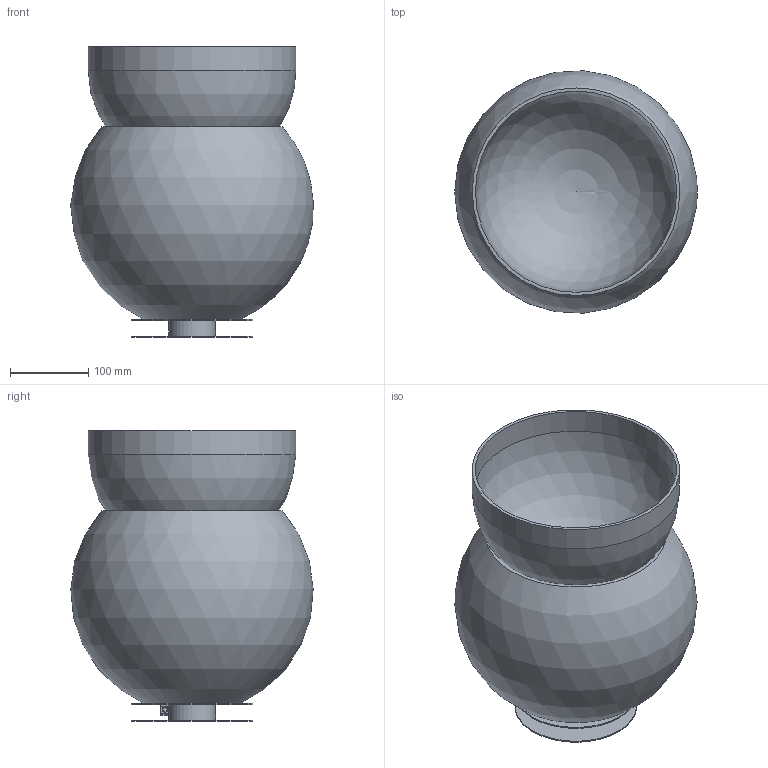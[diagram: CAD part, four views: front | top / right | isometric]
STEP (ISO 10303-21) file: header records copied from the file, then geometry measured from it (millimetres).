
FILE_DESCRIPTION(/* description */ (''),/* implementation_level */ '2;1');
FILE_NAME(/* name */ 'F268405xxxxxNE.stp',/* time_stamp */ '2020-01-14T09:33:17+01:00',/* author */ ('sghezzi'),/* organization */ (''),/* preprocessor_version */ 'ST-DEVELOPER v17.2',/* originating_system */ 'Autodesk Inventor 2019',/* authorisation */ '');
FILE_SCHEMA (('AUTOMOTIVE_DESIGN { 1 0 10303 214 3 1 1 }'));
Length unit declared in the file: millimetre
Products named in the file (14): F268405xxxxxNE; Montatura parte3; rondella_55x1.5 D int 10; 060009000_DADO_ES_M10X1_H3_L13_ZnBi; 063022100_RONDELLA_Di_10.5X18X0.9_ZnBi; Montatura parte4; 065100705_BLOCCACAVO 5100-7-05-26 NY Nr STEAB; 054027001_PL_E27_PRi_DB-270-F-N-F_C-foro_laterale; 005530606_Ghiera_pl_E27_pbi_719_bb_vlm; Montatura parte2; 020029000 Diff Vetro sfer TR 2684 Giova; Montatura parte1; 020029100 Diff vetro sfer Bi 2684 Giova; 020029200 Diff Vetro sfer RS 2684 Giova
Assembly tree (15 placements, depth 2):
  F268405xxxxxNE
    Montatura parte3
    rondella_55x1.5 D int 10
    063022100_RONDELLA_Di_10.5X18X0.9_ZnBi  x2
    060009000_DADO_ES_M10X1_H3_L13_ZnBi  x2
    Montatura parte4
    065100705_BLOCCACAVO 5100-7-05-26 NY Nr STEAB
    054027001_PL_E27_PRi_DB-270-F-N-F_C-foro_laterale
    005530606_Ghiera_pl_E27_pbi_719_bb_vlm
    Montatura parte2
    020029000 Diff Vetro sfer TR 2684 Giova
    Montatura parte1
    020029100 Diff vetro sfer Bi 2684 Giova
    020029200 Diff Vetro sfer RS 2684 Giova
Bounding box: 309.81 x 309.4 x 371.12 mm (x, y, z)
Volume: 1805024.6 mm3; surface area: 1023558.2 mm2
Topology: 15 solids, 15 shells, 327 faces, 899 edges, 609 vertices
Faces by surface type: plane 207, cylinder 100, torus 8, sphere 6, cone 5, bspline 1
Full cylindrical faces by diameter (mm): 6 x24, 7 x1, 7.2 x1, 8.376 x2, 10 x5, 18 x2, 20 x1, 25 x1, 34 x1, 35 x1, 37 x1, 40 x2, 40.6 x1, 41 x1, 43 x1, 45.6 x1, 48 x1, 55 x1, 57 x1, 60 x1, 155 x2, 156 x1, 256.905 x1, 265 x1
Entity records: 8020 total; most frequent: DIRECTION 1397, CARTESIAN_POINT 1368, ORIENTED_EDGE 1210, EDGE_CURVE 605, AXIS2_PLACEMENT_3D 543, VERTEX_POINT 419, LINE 311, VECTOR 311
